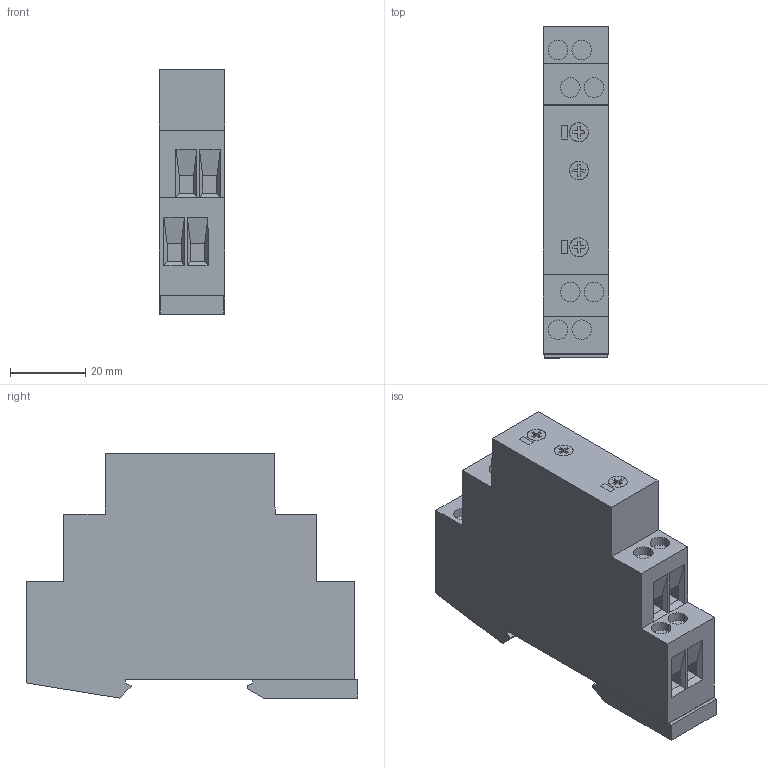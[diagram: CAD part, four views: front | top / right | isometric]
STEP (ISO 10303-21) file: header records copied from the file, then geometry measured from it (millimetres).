
FILE_DESCRIPTION(('CATIA V5 STEP Exchange','CAx-IF Rec.Pracs.--- Model Styling and Organization---1.4--- 2014-01-23'),'2;1');
FILE_NAME ('D1389041_2', '2020-02-06T10:59:00+00:00', ('none'), ('Weidmueller'), 'CATIA Version 5-6 Release 2016 SP3 HF44', 'CATIA V5 STEP AP214', 'none');
FILE_SCHEMA(('AUTOMOTIVE_DESIGN { 1 0 10303 214 1 1 1 1 }'));
Length unit declared in the file: millimetre
Products named in the file (1): 2697250000
Bounding box: 17.5 x 88.36 x 65 mm (x, y, z)
Volume: 74898.2 mm3; surface area: 17550.4 mm2
Topology: 7 solids, 7 shells, 211 faces, 507 edges, 333 vertices
Faces by surface type: plane 183, cylinder 28
Entity records: 5866 total; most frequent: ORIENTED_EDGE 1014, CARTESIAN_POINT 994, DIRECTION 777, EDGE_CURVE 507, VECTOR 439, LINE 439, VERTEX_POINT 333, EDGE_LOOP 234
